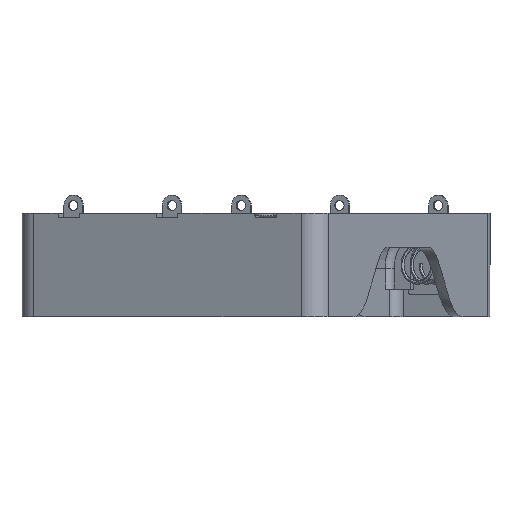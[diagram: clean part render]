
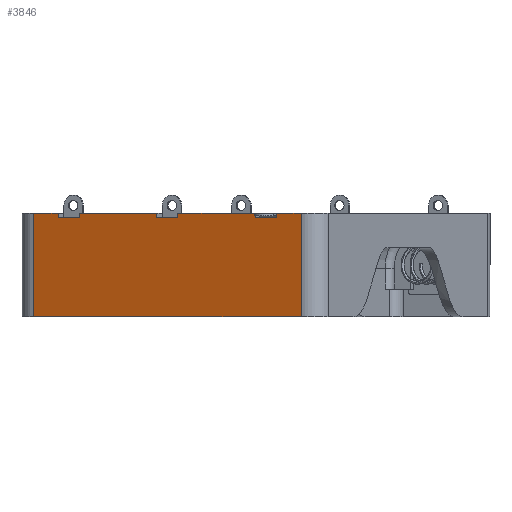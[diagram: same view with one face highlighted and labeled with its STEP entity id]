
A CAD part, front view. The second image highlights one B-rep face of the part: STEP entity #3846.
In plain terms, the highlighted face is planar.
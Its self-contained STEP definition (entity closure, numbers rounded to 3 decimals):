
#27 = CARTESIAN_POINT ( 'NONE',  ( 14.14, -29.24, 0.6 ) ) ;
#44 = VECTOR ( 'NONE', #8940, 1000. ) ;
#213 = ORIENTED_EDGE ( 'NONE', *, *, #10313, .F. ) ;
#224 = VECTOR ( 'NONE', #6971, 1000. ) ;
#298 = ORIENTED_EDGE ( 'NONE', *, *, #8822, .T. ) ;
#375 = EDGE_LOOP ( 'NONE', ( #7138, #4053, #213, #4744, #5400, #8232, #298, #898, #8208, #10645, #1376, #10584, #2423, #4699, #546, #8509 ) ) ;
#390 = DIRECTION ( 'NONE',  ( -1., 0., 0. ) ) ;
#424 = VERTEX_POINT ( 'NONE', #9172 ) ;
#531 = CARTESIAN_POINT ( 'NONE',  ( -1.7, -29.24, 0.6 ) ) ;
#546 = ORIENTED_EDGE ( 'NONE', *, *, #1799, .T. ) ;
#873 = VERTEX_POINT ( 'NONE', #6607 ) ;
#898 = ORIENTED_EDGE ( 'NONE', *, *, #9594, .T. ) ;
#957 = LINE ( 'NONE', #6339, #5796 ) ;
#969 = VERTEX_POINT ( 'NONE', #10864 ) ;
#1012 = LINE ( 'NONE', #11390, #224 ) ;
#1344 = CARTESIAN_POINT ( 'NONE',  ( -24.48, -29.24, 0. ) ) ;
#1345 = VECTOR ( 'NONE', #3780, 1000. ) ;
#1376 = ORIENTED_EDGE ( 'NONE', *, *, #9149, .T. ) ;
#1545 = VECTOR ( 'NONE', #9484, 1000. ) ;
#1639 = CARTESIAN_POINT ( 'NONE',  ( -17.54, -29.24, 0.6 ) ) ;
#1658 = DIRECTION ( 'NONE',  ( 1., 0., 0. ) ) ;
#1663 = EDGE_CURVE ( 'NONE', #5283, #9975, #3475, .T. ) ;
#1690 = VECTOR ( 'NONE', #2347, 1000. ) ;
#1756 = CARTESIAN_POINT ( 'NONE',  ( -21.54, -29.24, 15. ) ) ;
#1780 = CARTESIAN_POINT ( 'NONE',  ( -24.48, -29.24, 0. ) ) ;
#1799 = EDGE_CURVE ( 'NONE', #8355, #2556, #10929, .T. ) ;
#1862 = EDGE_CURVE ( 'NONE', #3434, #5514, #8422, .T. ) ;
#1986 = LINE ( 'NONE', #8878, #44 ) ;
#2347 = DIRECTION ( 'NONE',  ( 0., 0., -1. ) ) ;
#2423 = ORIENTED_EDGE ( 'NONE', *, *, #7672, .T. ) ;
#2525 = CARTESIAN_POINT ( 'NONE',  ( -21.54, -29.24, 0. ) ) ;
#2556 = VERTEX_POINT ( 'NONE', #1756 ) ;
#2603 = EDGE_CURVE ( 'NONE', #11433, #2556, #10743, .T. ) ;
#2648 = VECTOR ( 'NONE', #3012, 1000. ) ;
#2677 = VECTOR ( 'NONE', #10860, 1000. ) ;
#2920 = DIRECTION ( 'NONE',  ( 0., 0., -1. ) ) ;
#3012 = DIRECTION ( 'NONE',  ( 1., 0., 0. ) ) ;
#3434 = VERTEX_POINT ( 'NONE', #8956 ) ;
#3475 = LINE ( 'NONE', #1780, #4811 ) ;
#3529 = DIRECTION ( 'NONE',  ( 1., 0., 0. ) ) ;
#3630 = DIRECTION ( 'NONE',  ( 0., 1., 0. ) ) ;
#3682 = VERTEX_POINT ( 'NONE', #10174 ) ;
#3739 = LINE ( 'NONE', #27, #8532 ) ;
#3742 = FACE_OUTER_BOUND ( 'NONE', #375, .T. ) ;
#3780 = DIRECTION ( 'NONE',  ( 0., 0., -1. ) ) ;
#3796 = LINE ( 'NONE', #8085, #2677 ) ;
#3846 = ADVANCED_FACE ( 'NONE', ( #3742 ), #5307, .F. ) ;
#3884 = LINE ( 'NONE', #10950, #2648 ) ;
#4008 = LINE ( 'NONE', #4873, #10990 ) ;
#4053 = ORIENTED_EDGE ( 'NONE', *, *, #6093, .F. ) ;
#4056 = DIRECTION ( 'NONE',  ( 1., 0., 0. ) ) ;
#4138 = VECTOR ( 'NONE', #9158, 1000. ) ;
#4275 = CARTESIAN_POINT ( 'NONE',  ( -14.14, -29.24, 0. ) ) ;
#4557 = DIRECTION ( 'NONE',  ( 0., 0., -1. ) ) ;
#4659 = EDGE_CURVE ( 'NONE', #11433, #3682, #11419, .T. ) ;
#4699 = ORIENTED_EDGE ( 'NONE', *, *, #9421, .F. ) ;
#4744 = ORIENTED_EDGE ( 'NONE', *, *, #9649, .T. ) ;
#4811 = VECTOR ( 'NONE', #1658, 1000. ) ;
#4873 = CARTESIAN_POINT ( 'NONE',  ( 1.7, -29.24, 0.6 ) ) ;
#4887 = DIRECTION ( 'NONE',  ( 1., 0., 0. ) ) ;
#5065 = VECTOR ( 'NONE', #4056, 1000. ) ;
#5283 = VERTEX_POINT ( 'NONE', #5503 ) ;
#5307 = PLANE ( 'NONE',  #10734 ) ;
#5321 = CARTESIAN_POINT ( 'NONE',  ( -1.7, -29.24, 0. ) ) ;
#5400 = ORIENTED_EDGE ( 'NONE', *, *, #10481, .T. ) ;
#5503 = CARTESIAN_POINT ( 'NONE',  ( 1.7, -29.24, 0. ) ) ;
#5514 = VERTEX_POINT ( 'NONE', #5321 ) ;
#5796 = VECTOR ( 'NONE', #10800, 1000. ) ;
#5849 = CARTESIAN_POINT ( 'NONE',  ( -14.14, -29.24, 0.6 ) ) ;
#5858 = VERTEX_POINT ( 'NONE', #1639 ) ;
#5921 = CARTESIAN_POINT ( 'NONE',  ( 21.54, -29.24, 15. ) ) ;
#6032 = EDGE_CURVE ( 'NONE', #969, #9975, #3739, .T. ) ;
#6093 = EDGE_CURVE ( 'NONE', #5858, #3682, #1986, .T. ) ;
#6339 = CARTESIAN_POINT ( 'NONE',  ( 21.54, -29.24, 0. ) ) ;
#6507 = VECTOR ( 'NONE', #390, 1000. ) ;
#6607 = CARTESIAN_POINT ( 'NONE',  ( 17.54, -29.24, 0.6 ) ) ;
#6971 = DIRECTION ( 'NONE',  ( 1., 0., 0. ) ) ;
#7097 = CARTESIAN_POINT ( 'NONE',  ( 0., -29.24, 0. ) ) ;
#7119 = VECTOR ( 'NONE', #4887, 1000. ) ;
#7138 = ORIENTED_EDGE ( 'NONE', *, *, #4659, .T. ) ;
#7370 = CARTESIAN_POINT ( 'NONE',  ( -21.54, -29.24, 0. ) ) ;
#7648 = CARTESIAN_POINT ( 'NONE',  ( -14.14, -29.24, 0.6 ) ) ;
#7672 = EDGE_CURVE ( 'NONE', #9078, #424, #1012, .T. ) ;
#8085 = CARTESIAN_POINT ( 'NONE',  ( -14.14, -29.24, 0.6 ) ) ;
#8208 = ORIENTED_EDGE ( 'NONE', *, *, #1663, .T. ) ;
#8223 = CARTESIAN_POINT ( 'NONE',  ( 1.7, -29.24, 0.6 ) ) ;
#8232 = ORIENTED_EDGE ( 'NONE', *, *, #1862, .F. ) ;
#8345 = LINE ( 'NONE', #1344, #7119 ) ;
#8355 = VERTEX_POINT ( 'NONE', #5921 ) ;
#8422 = LINE ( 'NONE', #10177, #1690 ) ;
#8442 = CARTESIAN_POINT ( 'NONE',  ( 17.54, -29.24, 0.6 ) ) ;
#8509 = ORIENTED_EDGE ( 'NONE', *, *, #2603, .F. ) ;
#8532 = VECTOR ( 'NONE', #4557, 1000. ) ;
#8822 = EDGE_CURVE ( 'NONE', #3434, #9064, #10321, .T. ) ;
#8878 = CARTESIAN_POINT ( 'NONE',  ( -17.54, -29.24, 0.6 ) ) ;
#8940 = DIRECTION ( 'NONE',  ( 0., 0., -1. ) ) ;
#8956 = CARTESIAN_POINT ( 'NONE',  ( -1.7, -29.24, 0.6 ) ) ;
#9044 = EDGE_CURVE ( 'NONE', #873, #9078, #9254, .T. ) ;
#9064 = VERTEX_POINT ( 'NONE', #8223 ) ;
#9078 = VERTEX_POINT ( 'NONE', #9313 ) ;
#9149 = EDGE_CURVE ( 'NONE', #969, #873, #3884, .T. ) ;
#9158 = DIRECTION ( 'NONE',  ( 0., 0., 1. ) ) ;
#9172 = CARTESIAN_POINT ( 'NONE',  ( 21.54, -29.24, 0. ) ) ;
#9248 = VERTEX_POINT ( 'NONE', #7648 ) ;
#9254 = LINE ( 'NONE', #8442, #1345 ) ;
#9313 = CARTESIAN_POINT ( 'NONE',  ( 17.54, -29.24, 0. ) ) ;
#9370 = LINE ( 'NONE', #5849, #1545 ) ;
#9421 = EDGE_CURVE ( 'NONE', #8355, #424, #957, .T. ) ;
#9484 = DIRECTION ( 'NONE',  ( 0., 0., -1. ) ) ;
#9535 = CARTESIAN_POINT ( 'NONE',  ( -24.48, -29.24, 0. ) ) ;
#9594 = EDGE_CURVE ( 'NONE', #9064, #5283, #4008, .T. ) ;
#9649 = EDGE_CURVE ( 'NONE', #9248, #11438, #9370, .T. ) ;
#9975 = VERTEX_POINT ( 'NONE', #11228 ) ;
#10144 = DIRECTION ( 'NONE',  ( 0., 0., -1. ) ) ;
#10174 = CARTESIAN_POINT ( 'NONE',  ( -17.54, -29.24, 0. ) ) ;
#10177 = CARTESIAN_POINT ( 'NONE',  ( -1.7, -29.24, 0.6 ) ) ;
#10313 = EDGE_CURVE ( 'NONE', #9248, #5858, #3796, .T. ) ;
#10321 = LINE ( 'NONE', #531, #5065 ) ;
#10481 = EDGE_CURVE ( 'NONE', #11438, #5514, #8345, .T. ) ;
#10482 = VECTOR ( 'NONE', #3529, 1000. ) ;
#10584 = ORIENTED_EDGE ( 'NONE', *, *, #9044, .T. ) ;
#10645 = ORIENTED_EDGE ( 'NONE', *, *, #6032, .F. ) ;
#10734 = AXIS2_PLACEMENT_3D ( 'NONE', #7097, #3630, #2920 ) ;
#10743 = LINE ( 'NONE', #7370, #4138 ) ;
#10800 = DIRECTION ( 'NONE',  ( 0., 0., -1. ) ) ;
#10860 = DIRECTION ( 'NONE',  ( -1., 0., 0. ) ) ;
#10864 = CARTESIAN_POINT ( 'NONE',  ( 14.14, -29.24, 0.6 ) ) ;
#10876 = CARTESIAN_POINT ( 'NONE',  ( -24.48, -29.24, 15. ) ) ;
#10929 = LINE ( 'NONE', #10876, #6507 ) ;
#10950 = CARTESIAN_POINT ( 'NONE',  ( 14.14, -29.24, 0.6 ) ) ;
#10990 = VECTOR ( 'NONE', #10144, 1000. ) ;
#11228 = CARTESIAN_POINT ( 'NONE',  ( 14.14, -29.24, 0. ) ) ;
#11390 = CARTESIAN_POINT ( 'NONE',  ( -24.48, -29.24, 0. ) ) ;
#11419 = LINE ( 'NONE', #9535, #10482 ) ;
#11433 = VERTEX_POINT ( 'NONE', #2525 ) ;
#11438 = VERTEX_POINT ( 'NONE', #4275 ) ;
